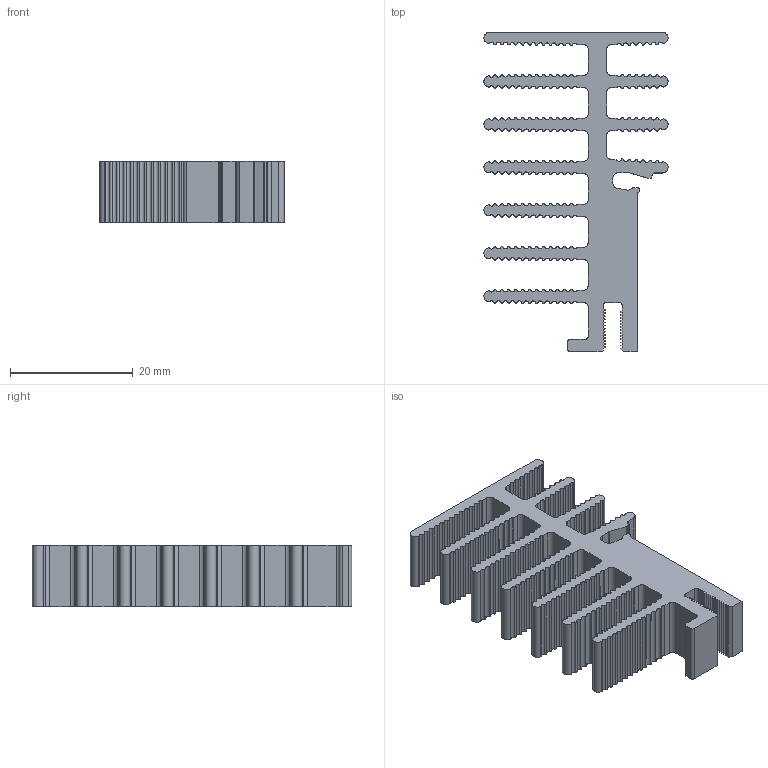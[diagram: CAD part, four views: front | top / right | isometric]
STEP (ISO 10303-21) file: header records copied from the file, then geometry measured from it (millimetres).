
FILE_DESCRIPTION((''),'2;1');
FILE_NAME('SK514.stp','2013-06-18T13:14:26',('Lochen'),(''),'Autodesk Inventor 2012','Autodesk Inventor 2012','');
FILE_SCHEMA(('AUTOMOTIVE_DESIGN { 1 0 10303 214 1 1 1 1 }'));
Length unit declared in the file: millimetre
Products named in the file (1): SK514
Bounding box: 29.99 x 52 x 10 mm (x, y, z)
Volume: 5697.2 mm3; surface area: 6315.7 mm2
Topology: 1 solids, 1 shells, 641 faces, 1917 edges, 1278 vertices
Faces by surface type: cylinder 539, plane 102
Entity records: 22222 total; most frequent: DIRECTION 4279, CARTESIAN_POINT 3837, ORIENTED_EDGE 3834, EDGE_CURVE 1917, AXIS2_PLACEMENT_3D 1720, VERTEX_POINT 1278, CIRCLE 1078, VECTOR 839
